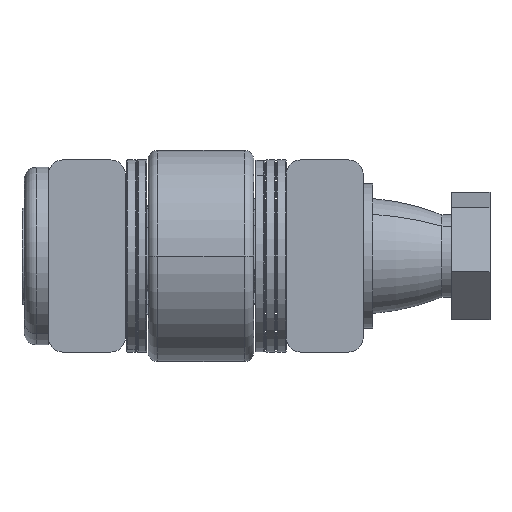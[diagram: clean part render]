
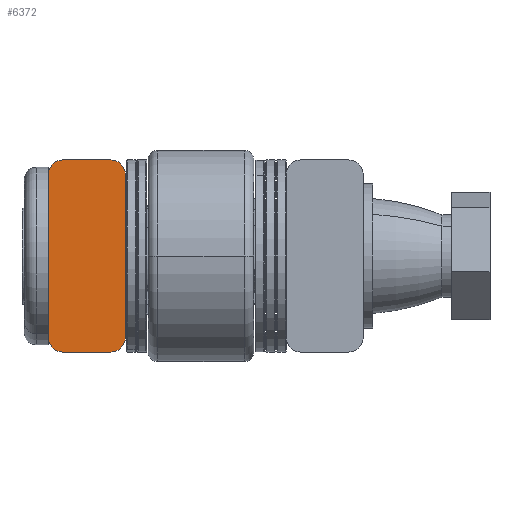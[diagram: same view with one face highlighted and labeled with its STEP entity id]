
A CAD part, left-side view. The second image highlights one B-rep face of the part: STEP entity #6372.
In plain terms, the highlighted planar face has unit normal (-1, 0, 0).
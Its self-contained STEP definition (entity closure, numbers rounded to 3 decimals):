
#239 = CIRCLE ( 'NONE', #14444, 3. ) ;
#391 = ORIENTED_EDGE ( 'NONE', *, *, #22666, .T. ) ;
#690 = DIRECTION ( 'NONE',  ( 0., 0., -1. ) ) ;
#799 = LINE ( 'NONE', #8572, #6601 ) ;
#1855 = EDGE_CURVE ( 'NONE', #11101, #6838, #6327, .T. ) ;
#1876 = AXIS2_PLACEMENT_3D ( 'NONE', #14159, #23964, #690 ) ;
#1995 = AXIS2_PLACEMENT_3D ( 'NONE', #15068, #14812, #20789 ) ;
#2569 = VERTEX_POINT ( 'NONE', #9196 ) ;
#2722 = FACE_OUTER_BOUND ( 'NONE', #20868, .T. ) ;
#3284 = EDGE_CURVE ( 'NONE', #13835, #10334, #21468, .T. ) ;
#3618 = CARTESIAN_POINT ( 'NONE',  ( -48.01, 78.614, 1.201 ) ) ;
#3706 = EDGE_CURVE ( 'NONE', #22850, #11101, #14151, .T. ) ;
#4764 = PLANE ( 'NONE',  #11632 ) ;
#5010 = DIRECTION ( 'NONE',  ( 1., 0., 0. ) ) ;
#5126 = CARTESIAN_POINT ( 'NONE',  ( -48.01, 81.614, 4.201 ) ) ;
#6327 = LINE ( 'NONE', #12386, #16736 ) ;
#6372 = ADVANCED_FACE ( 'NONE', ( #2722 ), #4764, .F. ) ;
#6380 = EDGE_CURVE ( 'NONE', #13835, #2569, #16485, .T. ) ;
#6491 = DIRECTION ( 'NONE',  ( -1., 0., 0. ) ) ;
#6601 = VECTOR ( 'NONE', #12852, 1000. ) ;
#6838 = VERTEX_POINT ( 'NONE', #15550 ) ;
#7323 = EDGE_CURVE ( 'NONE', #22850, #2569, #17796, .T. ) ;
#7341 = CARTESIAN_POINT ( 'NONE',  ( -48.01, 78.614, 4.201 ) ) ;
#7719 = EDGE_CURVE ( 'NONE', #18050, #10334, #239, .T. ) ;
#8045 = CARTESIAN_POINT ( 'NONE',  ( -48.01, 81.614, 1.201 ) ) ;
#8114 = ORIENTED_EDGE ( 'NONE', *, *, #11040, .T. ) ;
#8572 = CARTESIAN_POINT ( 'NONE',  ( -48.01, 65.614, 1.201 ) ) ;
#9196 = CARTESIAN_POINT ( 'NONE',  ( -48.01, 81.614, 38.201 ) ) ;
#9979 = ORIENTED_EDGE ( 'NONE', *, *, #6380, .T. ) ;
#10334 = VERTEX_POINT ( 'NONE', #17109 ) ;
#10826 = ORIENTED_EDGE ( 'NONE', *, *, #3706, .T. ) ;
#11040 = EDGE_CURVE ( 'NONE', #6838, #24967, #12934, .T. ) ;
#11101 = VERTEX_POINT ( 'NONE', #3618 ) ;
#11608 = VECTOR ( 'NONE', #21366, 1000. ) ;
#11632 = AXIS2_PLACEMENT_3D ( 'NONE', #12493, #5010, #12745 ) ;
#12290 = CARTESIAN_POINT ( 'NONE',  ( -48.01, 78.614, 41.201 ) ) ;
#12386 = CARTESIAN_POINT ( 'NONE',  ( -48.01, 81.614, 1.201 ) ) ;
#12493 = CARTESIAN_POINT ( 'NONE',  ( -48.01, 81.614, 1.201 ) ) ;
#12737 = ORIENTED_EDGE ( 'NONE', *, *, #7323, .F. ) ;
#12745 = DIRECTION ( 'NONE',  ( 0., 0., -1. ) ) ;
#12852 = DIRECTION ( 'NONE',  ( 0., 0., 1. ) ) ;
#12934 = CIRCLE ( 'NONE', #1995, 3. ) ;
#13554 = AXIS2_PLACEMENT_3D ( 'NONE', #7341, #22839, #24250 ) ;
#13622 = CARTESIAN_POINT ( 'NONE',  ( -48.01, 65.614, 38.201 ) ) ;
#13835 = VERTEX_POINT ( 'NONE', #12290 ) ;
#14151 = CIRCLE ( 'NONE', #13554, 3. ) ;
#14159 = CARTESIAN_POINT ( 'NONE',  ( -48.01, 78.614, 38.201 ) ) ;
#14225 = DIRECTION ( 'NONE',  ( 0., 0., -1. ) ) ;
#14444 = AXIS2_PLACEMENT_3D ( 'NONE', #23905, #6491, #14225 ) ;
#14812 = DIRECTION ( 'NONE',  ( -1., 0., 0. ) ) ;
#14958 = VECTOR ( 'NONE', #19692, 1000. ) ;
#15046 = ORIENTED_EDGE ( 'NONE', *, *, #3284, .F. ) ;
#15068 = CARTESIAN_POINT ( 'NONE',  ( -48.01, 68.614, 4.201 ) ) ;
#15550 = CARTESIAN_POINT ( 'NONE',  ( -48.01, 68.614, 1.201 ) ) ;
#16485 = CIRCLE ( 'NONE', #1876, 3. ) ;
#16736 = VECTOR ( 'NONE', #19792, 1000. ) ;
#17109 = CARTESIAN_POINT ( 'NONE',  ( -48.01, 68.614, 41.201 ) ) ;
#17796 = LINE ( 'NONE', #8045, #11608 ) ;
#18050 = VERTEX_POINT ( 'NONE', #13622 ) ;
#19692 = DIRECTION ( 'NONE',  ( 0., -1., 0. ) ) ;
#19792 = DIRECTION ( 'NONE',  ( 0., -1., 0. ) ) ;
#20789 = DIRECTION ( 'NONE',  ( 0., 0., -1. ) ) ;
#20868 = EDGE_LOOP ( 'NONE', ( #22355, #8114, #391, #22508, #15046, #9979, #12737, #10826 ) ) ;
#21366 = DIRECTION ( 'NONE',  ( 0., 0., 1. ) ) ;
#21468 = LINE ( 'NONE', #21596, #14958 ) ;
#21596 = CARTESIAN_POINT ( 'NONE',  ( -48.01, 81.614, 41.201 ) ) ;
#22355 = ORIENTED_EDGE ( 'NONE', *, *, #1855, .T. ) ;
#22508 = ORIENTED_EDGE ( 'NONE', *, *, #7719, .T. ) ;
#22666 = EDGE_CURVE ( 'NONE', #24967, #18050, #799, .T. ) ;
#22839 = DIRECTION ( 'NONE',  ( -1., 0., 0. ) ) ;
#22850 = VERTEX_POINT ( 'NONE', #5126 ) ;
#23040 = CARTESIAN_POINT ( 'NONE',  ( -48.01, 65.614, 4.201 ) ) ;
#23905 = CARTESIAN_POINT ( 'NONE',  ( -48.01, 68.614, 38.201 ) ) ;
#23964 = DIRECTION ( 'NONE',  ( -1., 0., 0. ) ) ;
#24250 = DIRECTION ( 'NONE',  ( 0., 0., -1. ) ) ;
#24967 = VERTEX_POINT ( 'NONE', #23040 ) ;
